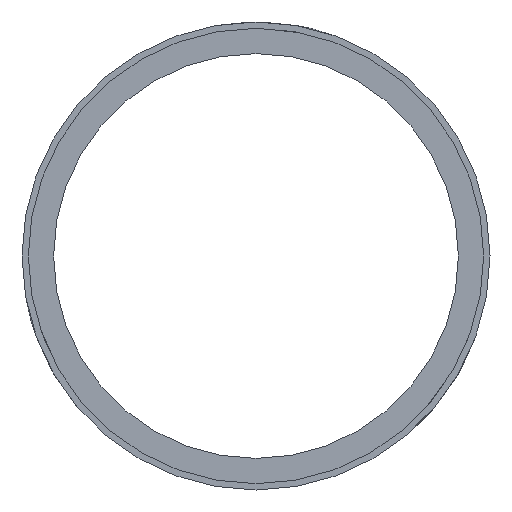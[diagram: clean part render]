
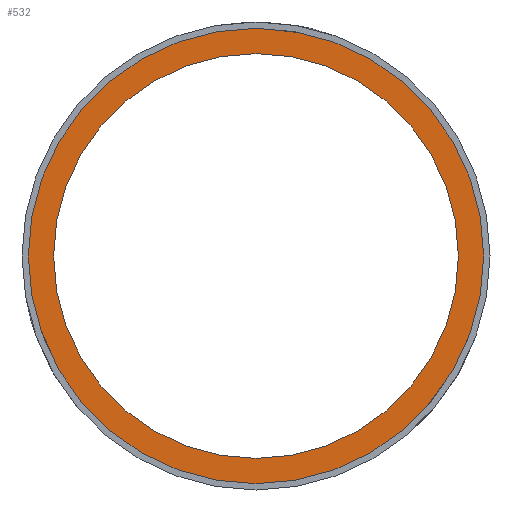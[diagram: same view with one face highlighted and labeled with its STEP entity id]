
A CAD part, front view. The second image highlights one B-rep face of the part: STEP entity #532.
In plain terms, the highlighted planar face has unit normal (0, -1, 0).
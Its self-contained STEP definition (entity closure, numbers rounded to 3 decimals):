
#4 = EDGE_CURVE ( 'NONE', #1144, #311, #213, .T. ) ;
#21 = CIRCLE ( 'NONE', #756, 54. ) ;
#33 = EDGE_CURVE ( 'NONE', #450, #427, #191, .T. ) ;
#49 = CIRCLE ( 'NONE', #135, 48. ) ;
#109 = EDGE_CURVE ( 'NONE', #311, #1144, #21, .T. ) ;
#123 = DIRECTION ( 'NONE',  ( 0., 0., -1. ) ) ;
#135 = AXIS2_PLACEMENT_3D ( 'NONE', #299, #297, #296 ) ;
#136 = DIRECTION ( 'NONE',  ( 0., -1., 0. ) ) ;
#138 = CARTESIAN_POINT ( 'NONE',  ( 0., 13., 0. ) ) ;
#141 = DIRECTION ( 'NONE',  ( 0., 0., -1. ) ) ;
#153 = DIRECTION ( 'NONE',  ( 0., -1., 0. ) ) ;
#164 = EDGE_LOOP ( 'NONE', ( #661, #689 ) ) ;
#191 = CIRCLE ( 'NONE', #766, 48. ) ;
#213 = CIRCLE ( 'NONE', #815, 54. ) ;
#296 = DIRECTION ( 'NONE',  ( 0., 0., -1. ) ) ;
#297 = DIRECTION ( 'NONE',  ( 0., -1., 0. ) ) ;
#299 = CARTESIAN_POINT ( 'NONE',  ( 0., 13., 0. ) ) ;
#304 = EDGE_LOOP ( 'NONE', ( #508, #623 ) ) ;
#311 = VERTEX_POINT ( 'NONE', #1136 ) ;
#427 = VERTEX_POINT ( 'NONE', #1132 ) ;
#450 = VERTEX_POINT ( 'NONE', #1133 ) ;
#508 = ORIENTED_EDGE ( 'NONE', *, *, #1283, .F. ) ;
#532 = ADVANCED_FACE ( 'NONE', ( #1321, #1015 ), #1109, .T. ) ;
#551 = CARTESIAN_POINT ( 'NONE',  ( 0., 13., -54. ) ) ;
#623 = ORIENTED_EDGE ( 'NONE', *, *, #33, .F. ) ;
#639 = AXIS2_PLACEMENT_3D ( 'NONE', #1122, #1106, #1105 ) ;
#661 = ORIENTED_EDGE ( 'NONE', *, *, #4, .T. ) ;
#689 = ORIENTED_EDGE ( 'NONE', *, *, #109, .T. ) ;
#756 = AXIS2_PLACEMENT_3D ( 'NONE', #1218, #1217, #1216 ) ;
#766 = AXIS2_PLACEMENT_3D ( 'NONE', #138, #136, #141 ) ;
#815 = AXIS2_PLACEMENT_3D ( 'NONE', #1047, #153, #123 ) ;
#1015 = FACE_OUTER_BOUND ( 'NONE', #164, .T. ) ;
#1047 = CARTESIAN_POINT ( 'NONE',  ( 0., 13., 0. ) ) ;
#1105 = DIRECTION ( 'NONE',  ( 0., 0., -1. ) ) ;
#1106 = DIRECTION ( 'NONE',  ( 0., -1., 0. ) ) ;
#1109 = PLANE ( 'NONE',  #639 ) ;
#1122 = CARTESIAN_POINT ( 'NONE',  ( 0., 13., 0. ) ) ;
#1132 = CARTESIAN_POINT ( 'NONE',  ( 0., 13., -48. ) ) ;
#1133 = CARTESIAN_POINT ( 'NONE',  ( 0., 13., 48. ) ) ;
#1136 = CARTESIAN_POINT ( 'NONE',  ( 0., 13., 54. ) ) ;
#1144 = VERTEX_POINT ( 'NONE', #551 ) ;
#1216 = DIRECTION ( 'NONE',  ( 0., 0., -1. ) ) ;
#1217 = DIRECTION ( 'NONE',  ( 0., -1., 0. ) ) ;
#1218 = CARTESIAN_POINT ( 'NONE',  ( 0., 13., 0. ) ) ;
#1283 = EDGE_CURVE ( 'NONE', #427, #450, #49, .T. ) ;
#1321 = FACE_BOUND ( 'NONE', #304, .T. ) ;
